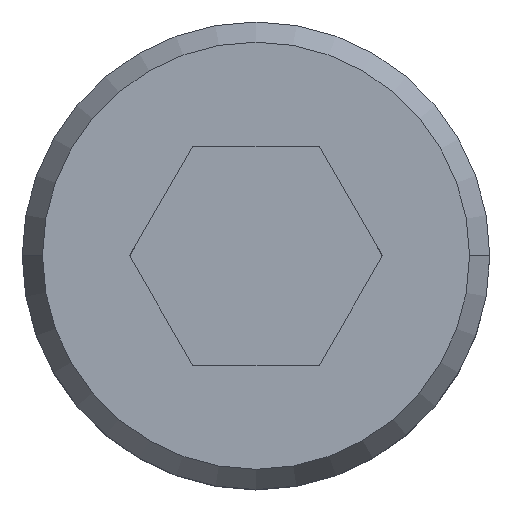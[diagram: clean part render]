
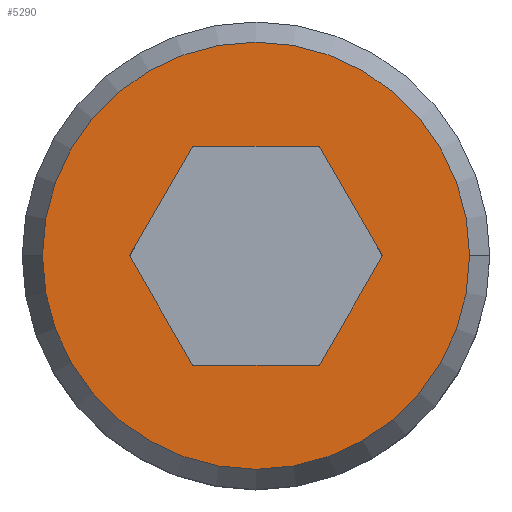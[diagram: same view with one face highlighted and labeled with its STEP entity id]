
A CAD part, top view. The second image highlights one B-rep face of the part: STEP entity #5290.
In plain terms, the highlighted planar face has unit normal (0, 0, 1).
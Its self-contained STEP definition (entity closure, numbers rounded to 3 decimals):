
#89 = VECTOR ( 'NONE', #5066, 1000. ) ;
#106 = EDGE_CURVE ( 'NONE', #4094, #1193, #2395, .T. ) ;
#112 = DIRECTION ( 'NONE',  ( 0., 0., 1. ) ) ;
#437 = CARTESIAN_POINT ( 'NONE',  ( -2.923, 0., 3.8 ) ) ;
#468 = ORIENTED_EDGE ( 'NONE', *, *, #3709, .F. ) ;
#634 = EDGE_CURVE ( 'NONE', #3101, #661, #1615, .T. ) ;
#637 = VERTEX_POINT ( 'NONE', #1241 ) ;
#661 = VERTEX_POINT ( 'NONE', #1273 ) ;
#833 = DIRECTION ( 'NONE',  ( -1., 0., 0. ) ) ;
#849 = CIRCLE ( 'NONE', #5159, 2.923 ) ;
#862 = CIRCLE ( 'NONE', #4667, 2.923 ) ;
#938 = VECTOR ( 'NONE', #1499, 1000. ) ;
#952 = ORIENTED_EDGE ( 'NONE', *, *, #1325, .T. ) ;
#1173 = CARTESIAN_POINT ( 'NONE',  ( 0.866, 1.5, 3.8 ) ) ;
#1193 = VERTEX_POINT ( 'NONE', #5145 ) ;
#1229 = LINE ( 'NONE', #2144, #89 ) ;
#1241 = CARTESIAN_POINT ( 'NONE',  ( 2.923, 0., 3.8 ) ) ;
#1273 = CARTESIAN_POINT ( 'NONE',  ( -0.866, 1.5, 3.8 ) ) ;
#1325 = EDGE_CURVE ( 'NONE', #1892, #637, #862, .T. ) ;
#1397 = VECTOR ( 'NONE', #5384, 1000. ) ;
#1499 = DIRECTION ( 'NONE',  ( 1., 0., 0. ) ) ;
#1598 = CARTESIAN_POINT ( 'NONE',  ( 0., 0., 3.8 ) ) ;
#1615 = LINE ( 'NONE', #1173, #3069 ) ;
#1679 = ORIENTED_EDGE ( 'NONE', *, *, #3494, .F. ) ;
#1809 = CARTESIAN_POINT ( 'NONE',  ( -0.866, -1.5, 3.8 ) ) ;
#1892 = VERTEX_POINT ( 'NONE', #437 ) ;
#2032 = ORIENTED_EDGE ( 'NONE', *, *, #106, .F. ) ;
#2122 = CARTESIAN_POINT ( 'NONE',  ( -1.732, 0., 3.8 ) ) ;
#2144 = CARTESIAN_POINT ( 'NONE',  ( -0.866, 1.5, 3.8 ) ) ;
#2169 = ORIENTED_EDGE ( 'NONE', *, *, #3283, .T. ) ;
#2395 = LINE ( 'NONE', #5048, #938 ) ;
#2551 = DIRECTION ( 'NONE',  ( 0., 0., 1. ) ) ;
#2680 = VECTOR ( 'NONE', #5003, 1000. ) ;
#2898 = DIRECTION ( 'NONE',  ( 1., 0., 0. ) ) ;
#3052 = PLANE ( 'NONE',  #3599 ) ;
#3069 = VECTOR ( 'NONE', #833, 1000. ) ;
#3101 = VERTEX_POINT ( 'NONE', #4386 ) ;
#3257 = CARTESIAN_POINT ( 'NONE',  ( 0., 0., 3.8 ) ) ;
#3283 = EDGE_CURVE ( 'NONE', #637, #1892, #849, .T. ) ;
#3311 = EDGE_LOOP ( 'NONE', ( #952, #2169 ) ) ;
#3494 = EDGE_CURVE ( 'NONE', #1193, #5690, #5280, .T. ) ;
#3552 = DIRECTION ( 'NONE',  ( 0., 0., 1. ) ) ;
#3599 = AXIS2_PLACEMENT_3D ( 'NONE', #1598, #3552, #5499 ) ;
#3709 = EDGE_CURVE ( 'NONE', #661, #6212, #1229, .T. ) ;
#3766 = VECTOR ( 'NONE', #4578, 1000. ) ;
#3981 = LINE ( 'NONE', #5834, #1397 ) ;
#4061 = FACE_BOUND ( 'NONE', #4434, .T. ) ;
#4094 = VERTEX_POINT ( 'NONE', #1809 ) ;
#4144 = CARTESIAN_POINT ( 'NONE',  ( -1.732, 0., 3.8 ) ) ;
#4161 = ORIENTED_EDGE ( 'NONE', *, *, #4567, .F. ) ;
#4223 = FACE_OUTER_BOUND ( 'NONE', #3311, .T. ) ;
#4386 = CARTESIAN_POINT ( 'NONE',  ( 0.866, 1.5, 3.8 ) ) ;
#4434 = EDGE_LOOP ( 'NONE', ( #1679, #2032, #5667, #468, #4718, #4161 ) ) ;
#4513 = CARTESIAN_POINT ( 'NONE',  ( 0.866, -1.5, 3.8 ) ) ;
#4567 = EDGE_CURVE ( 'NONE', #5690, #3101, #3981, .T. ) ;
#4578 = DIRECTION ( 'NONE',  ( 0.5, -0.866, 0. ) ) ;
#4667 = AXIS2_PLACEMENT_3D ( 'NONE', #3257, #112, #2898 ) ;
#4718 = ORIENTED_EDGE ( 'NONE', *, *, #634, .F. ) ;
#5003 = DIRECTION ( 'NONE',  ( 0.5, 0.866, 0. ) ) ;
#5048 = CARTESIAN_POINT ( 'NONE',  ( -0.866, -1.5, 3.8 ) ) ;
#5066 = DIRECTION ( 'NONE',  ( -0.5, -0.866, 0. ) ) ;
#5145 = CARTESIAN_POINT ( 'NONE',  ( 0.866, -1.5, 3.8 ) ) ;
#5159 = AXIS2_PLACEMENT_3D ( 'NONE', #5462, #2551, #5932 ) ;
#5175 = CARTESIAN_POINT ( 'NONE',  ( 1.732, 0., 3.8 ) ) ;
#5209 = LINE ( 'NONE', #2122, #3766 ) ;
#5280 = LINE ( 'NONE', #4513, #2680 ) ;
#5290 = ADVANCED_FACE ( 'NONE', ( #4223, #4061 ), #3052, .T. ) ;
#5353 = EDGE_CURVE ( 'NONE', #6212, #4094, #5209, .T. ) ;
#5384 = DIRECTION ( 'NONE',  ( -0.5, 0.866, 0. ) ) ;
#5462 = CARTESIAN_POINT ( 'NONE',  ( 0., 0., 3.8 ) ) ;
#5499 = DIRECTION ( 'NONE',  ( 1., 0., 0. ) ) ;
#5667 = ORIENTED_EDGE ( 'NONE', *, *, #5353, .F. ) ;
#5690 = VERTEX_POINT ( 'NONE', #5175 ) ;
#5834 = CARTESIAN_POINT ( 'NONE',  ( 1.732, 0., 3.8 ) ) ;
#5932 = DIRECTION ( 'NONE',  ( 1., 0., 0. ) ) ;
#6212 = VERTEX_POINT ( 'NONE', #4144 ) ;
